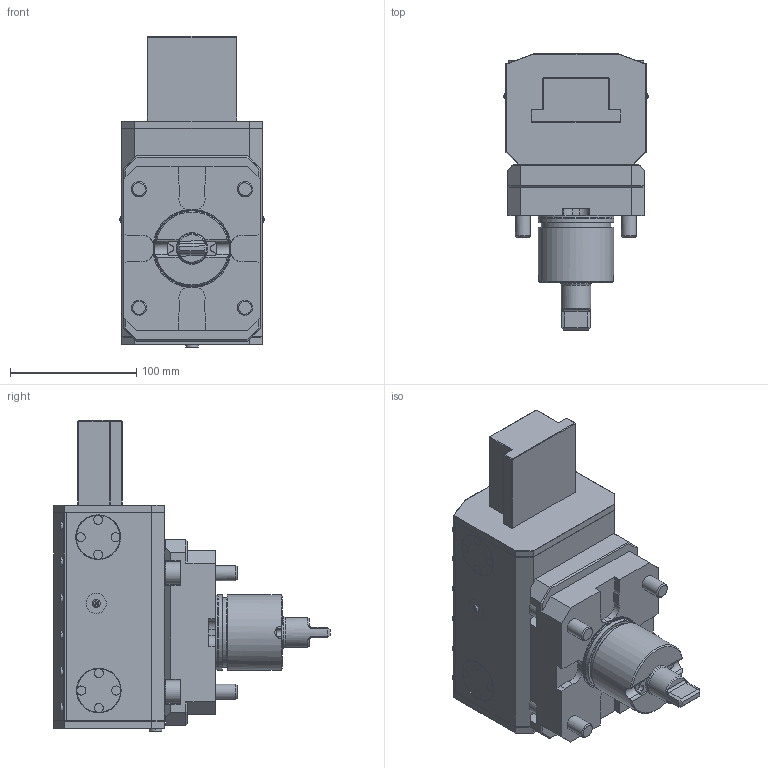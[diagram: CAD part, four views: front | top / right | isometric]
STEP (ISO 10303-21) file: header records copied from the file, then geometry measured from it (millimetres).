
FILE_DESCRIPTION (( 'STEP AP214' ), '1' );
FILE_NAME ('RRPSTRH65131UNL.STEP', '2026-01-22T17:05:53', ( '' ), ( '' ), 'SwSTEP 2.0', 'SolidWorks 2023', '' );
FILE_SCHEMA (( 'AUTOMOTIVE_DESIGN' ));
Length unit declared in the file: millimetre
Products named in the file (1): RRPSTRH65131UNL
Bounding box: 114.6 x 218.76 x 246.47 mm (x, y, z)
Volume: 2540904.8 mm3; surface area: 158858.6 mm2
Topology: 1 solids, 2 shells, 848 faces, 2109 edges, 1333 vertices
Faces by surface type: plane 546, cylinder 149, bspline 83, torus 35, cone 31, sphere 4
Full cylindrical faces by diameter (mm): 2.55 x1, 3.15 x1, 9.55 x1, 12 x4, 18 x4, 23.7 x1, 25 x1, 55.2 x1, 59.5 x1, 59.8 x1, 59.9 x1
Entity records: 33242 total; most frequent: CARTESIAN_POINT 10453, ORIENTED_EDGE 4116, DIRECTION 3680, EDGE_CURVE 2058, LINE 1370, VECTOR 1370, VERTEX_POINT 1320, AXIS2_PLACEMENT_3D 1155
